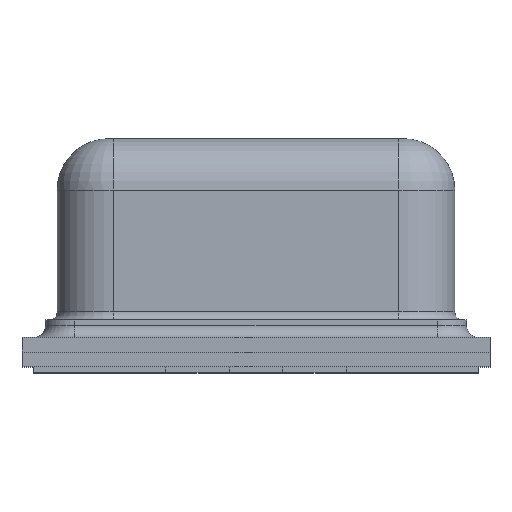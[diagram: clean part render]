
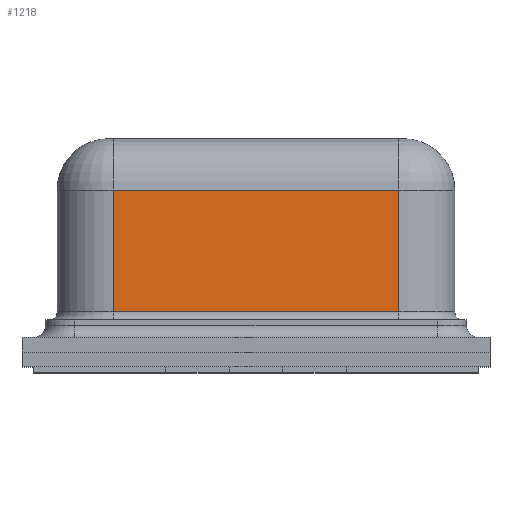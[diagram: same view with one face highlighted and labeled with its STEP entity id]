
A CAD part, top view. The second image highlights one B-rep face of the part: STEP entity #1218.
In plain terms, the highlighted planar face has unit normal (0, 0, 1).
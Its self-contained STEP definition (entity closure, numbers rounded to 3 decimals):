
#77 = EDGE_CURVE ( 'NONE', #5571, #5370, #456, .T. ) ;
#395 = CARTESIAN_POINT ( 'NONE',  ( -0.61, 4.404, 0.85 ) ) ;
#456 = LINE ( 'NONE', #3940, #1181 ) ;
#610 = CARTESIAN_POINT ( 'NONE',  ( -0.61, 0.78, 0.85 ) ) ;
#926 = DIRECTION ( 'NONE',  ( -1., 0., 0. ) ) ;
#957 = FACE_OUTER_BOUND ( 'NONE', #2975, .T. ) ;
#987 = VECTOR ( 'NONE', #5444, 1000. ) ;
#1169 = DIRECTION ( 'NONE',  ( 1., 0., 0. ) ) ;
#1181 = VECTOR ( 'NONE', #2439, 1000. ) ;
#1218 = ADVANCED_FACE ( 'NONE', ( #957 ), #3910, .F. ) ;
#1409 = CARTESIAN_POINT ( 'NONE',  ( 0.61, 0.26, 0.85 ) ) ;
#2074 = ORIENTED_EDGE ( 'NONE', *, *, #77, .T. ) ;
#2416 = VECTOR ( 'NONE', #1169, 1000. ) ;
#2439 = DIRECTION ( 'NONE',  ( -1., 0., 0. ) ) ;
#2563 = LINE ( 'NONE', #4929, #987 ) ;
#2643 = EDGE_CURVE ( 'NONE', #5370, #5436, #4352, .T. ) ;
#2784 = DIRECTION ( 'NONE',  ( 0., -1., 0. ) ) ;
#2807 = EDGE_CURVE ( 'NONE', #5571, #4034, #2563, .T. ) ;
#2837 = VECTOR ( 'NONE', #2784, 1000. ) ;
#2882 = CARTESIAN_POINT ( 'NONE',  ( -0.61, 4.404, 0.85 ) ) ;
#2975 = EDGE_LOOP ( 'NONE', ( #4252, #5005, #6298, #2074 ) ) ;
#3108 = EDGE_CURVE ( 'NONE', #5436, #4034, #5599, .T. ) ;
#3910 = PLANE ( 'NONE',  #4198 ) ;
#3940 = CARTESIAN_POINT ( 'NONE',  ( -0.61, 0.78, 0.85 ) ) ;
#3980 = CARTESIAN_POINT ( 'NONE',  ( -0.61, 0.26, 0.85 ) ) ;
#4034 = VERTEX_POINT ( 'NONE', #1409 ) ;
#4198 = AXIS2_PLACEMENT_3D ( 'NONE', #395, #4982, #926 ) ;
#4252 = ORIENTED_EDGE ( 'NONE', *, *, #2643, .T. ) ;
#4352 = LINE ( 'NONE', #2882, #2837 ) ;
#4929 = CARTESIAN_POINT ( 'NONE',  ( 0.61, 4.404, 0.85 ) ) ;
#4982 = DIRECTION ( 'NONE',  ( 0., 0., -1. ) ) ;
#5005 = ORIENTED_EDGE ( 'NONE', *, *, #3108, .T. ) ;
#5370 = VERTEX_POINT ( 'NONE', #610 ) ;
#5436 = VERTEX_POINT ( 'NONE', #3980 ) ;
#5444 = DIRECTION ( 'NONE',  ( 0., -1., 0. ) ) ;
#5568 = CARTESIAN_POINT ( 'NONE',  ( 0.61, 0.78, 0.85 ) ) ;
#5571 = VERTEX_POINT ( 'NONE', #5568 ) ;
#5599 = LINE ( 'NONE', #6182, #2416 ) ;
#6182 = CARTESIAN_POINT ( 'NONE',  ( -0.61, 0.26, 0.85 ) ) ;
#6298 = ORIENTED_EDGE ( 'NONE', *, *, #2807, .F. ) ;
